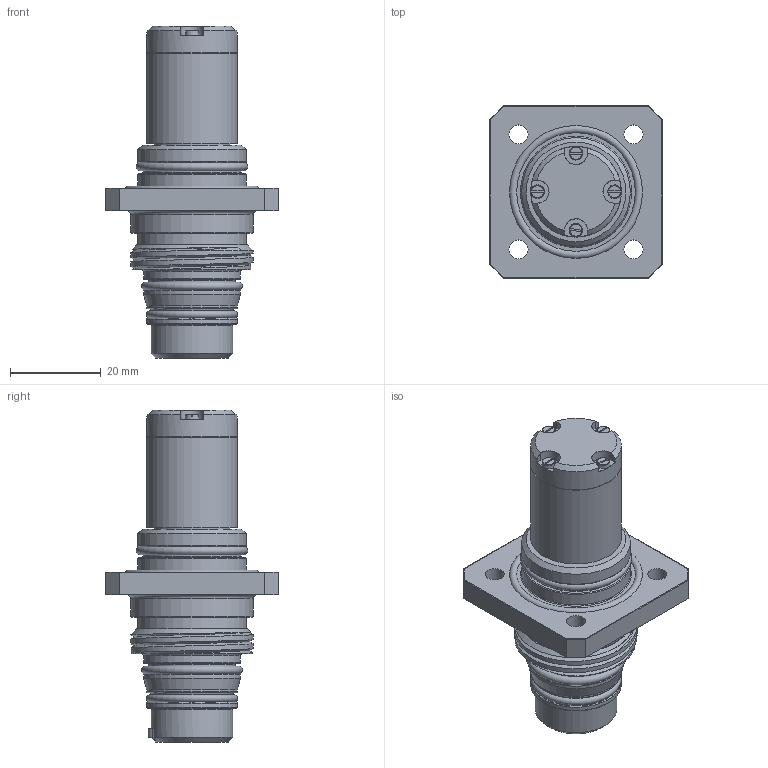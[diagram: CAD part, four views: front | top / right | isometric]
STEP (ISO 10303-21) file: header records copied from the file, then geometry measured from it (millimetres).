
FILE_DESCRIPTION(/* description */ (''),/* implementation_level */ '2;1');
FILE_NAME(/* name */ 'OptoLink FO FCR-A 600 Bar.stp',/* time_stamp */ '2015-12-10T15:24:57+01:00',/* author */ ('sh'),/* organization */ (''),/* preprocessor_version */ 'ST-DEVELOPER v15.2',/* originating_system */ 'Autodesk Inventor 2014',/* authorisation */ '');
FILE_SCHEMA (('AUTOMOTIVE_DESIGN { 1 0 10303 214 3 1 1 }'));
Length unit declared in the file: millimetre
Products named in the file (1): OptoLink FO FCR-A 600 Bar
Bounding box: 38.1 x 38.1 x 73.32 mm (x, y, z)
Volume: 6.7 mm3; surface area: 19581.7 mm2
Topology: 2 solids, 5 shells, 349 faces, 891 edges, 580 vertices
Faces by surface type: plane 167, bspline 85, cylinder 49, torus 32, cone 16
Full cylindrical faces by diameter (mm): 1.9 x2, 2.7 x4, 4.2 x4, 13.5 x1, 16.8 x1, 18 x1, 18.05 x1, 19 x2, 20 x4, 21.4 x2, 21.6 x1, 24 x3, 27 x1
Entity records: 14367 total; most frequent: CARTESIAN_POINT 6714, ORIENTED_EDGE 1612, DIRECTION 1225, EDGE_CURVE 804, VERTEX_POINT 555, EDGE_LOOP 453, AXIS2_PLACEMENT_3D 426, LINE 373
